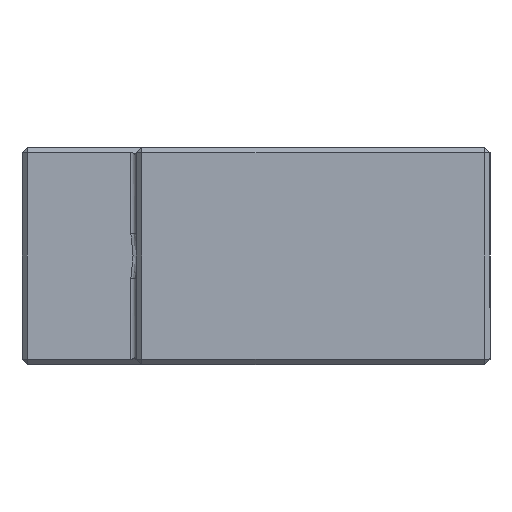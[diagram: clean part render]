
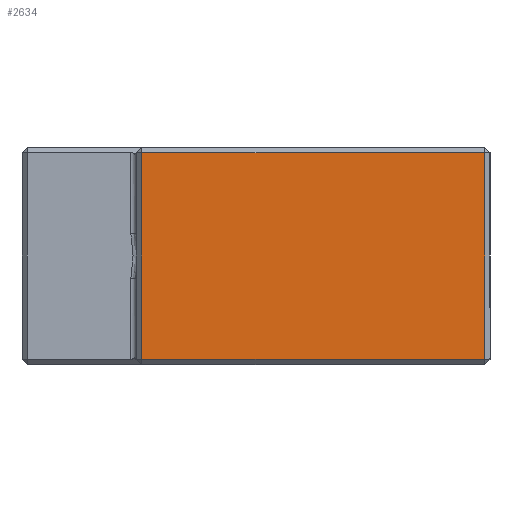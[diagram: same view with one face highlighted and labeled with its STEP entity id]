
A CAD part, left-side view. The second image highlights one B-rep face of the part: STEP entity #2634.
In plain terms, the highlighted planar face has unit normal (-1, 0, 0).
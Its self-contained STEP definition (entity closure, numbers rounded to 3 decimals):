
#36 = CARTESIAN_POINT ( 'NONE',  ( -30., 10.5, -9.5 ) ) ;
#426 = FACE_OUTER_BOUND ( 'NONE', #4446, .T. ) ;
#720 = CARTESIAN_POINT ( 'NONE',  ( -30., -21.5, 10. ) ) ;
#865 = CARTESIAN_POINT ( 'NONE',  ( -30., 10.5, 9.5 ) ) ;
#1169 = CARTESIAN_POINT ( 'NONE',  ( -30., 10.5, 10. ) ) ;
#1196 = ORIENTED_EDGE ( 'NONE', *, *, #2819, .F. ) ;
#1309 = VECTOR ( 'NONE', #2065, 1000. ) ;
#1371 = CARTESIAN_POINT ( 'NONE',  ( -30., -21.5, -9.5 ) ) ;
#1731 = LINE ( 'NONE', #1371, #1309 ) ;
#1808 = DIRECTION ( 'NONE',  ( 0., 0., -1. ) ) ;
#1896 = VECTOR ( 'NONE', #4165, 1000. ) ;
#2065 = DIRECTION ( 'NONE',  ( 0., 1., 0. ) ) ;
#2102 = LINE ( 'NONE', #3093, #4132 ) ;
#2135 = DIRECTION ( 'NONE',  ( 1., 0., 0. ) ) ;
#2194 = AXIS2_PLACEMENT_3D ( 'NONE', #720, #2135, #1808 ) ;
#2223 = DIRECTION ( 'NONE',  ( 0., 0., 1. ) ) ;
#2316 = EDGE_CURVE ( 'NONE', #3027, #3672, #2541, .T. ) ;
#2362 = ORIENTED_EDGE ( 'NONE', *, *, #3651, .F. ) ;
#2541 = LINE ( 'NONE', #3193, #1896 ) ;
#2569 = ORIENTED_EDGE ( 'NONE', *, *, #2316, .F. ) ;
#2634 = ADVANCED_FACE ( 'NONE', ( #426 ), #3832, .F. ) ;
#2737 = DIRECTION ( 'NONE',  ( 0., 0., -1. ) ) ;
#2819 = EDGE_CURVE ( 'NONE', #3672, #2965, #2102, .T. ) ;
#2965 = VERTEX_POINT ( 'NONE', #3512 ) ;
#3027 = VERTEX_POINT ( 'NONE', #865 ) ;
#3093 = CARTESIAN_POINT ( 'NONE',  ( -30., -21., 10. ) ) ;
#3193 = CARTESIAN_POINT ( 'NONE',  ( -30., -21.5, 9.5 ) ) ;
#3432 = CARTESIAN_POINT ( 'NONE',  ( -30., -21., 9.5 ) ) ;
#3485 = EDGE_CURVE ( 'NONE', #3730, #3027, #4263, .T. ) ;
#3493 = VECTOR ( 'NONE', #2223, 1000. ) ;
#3512 = CARTESIAN_POINT ( 'NONE',  ( -30., -21., -9.5 ) ) ;
#3612 = ORIENTED_EDGE ( 'NONE', *, *, #3485, .F. ) ;
#3651 = EDGE_CURVE ( 'NONE', #2965, #3730, #1731, .T. ) ;
#3672 = VERTEX_POINT ( 'NONE', #3432 ) ;
#3730 = VERTEX_POINT ( 'NONE', #36 ) ;
#3832 = PLANE ( 'NONE',  #2194 ) ;
#4132 = VECTOR ( 'NONE', #2737, 1000. ) ;
#4165 = DIRECTION ( 'NONE',  ( 0., -1., 0. ) ) ;
#4263 = LINE ( 'NONE', #1169, #3493 ) ;
#4446 = EDGE_LOOP ( 'NONE', ( #2362, #1196, #2569, #3612 ) ) ;
